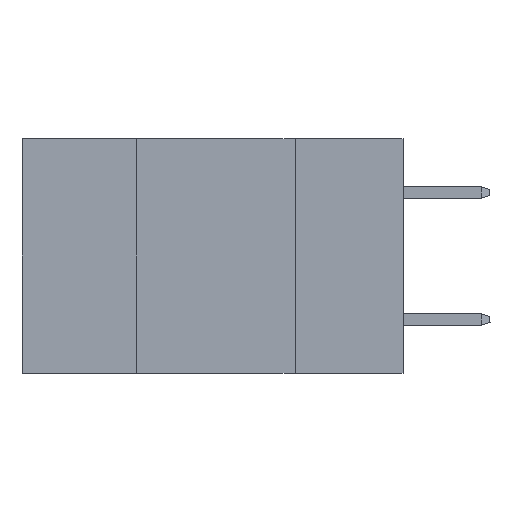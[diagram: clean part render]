
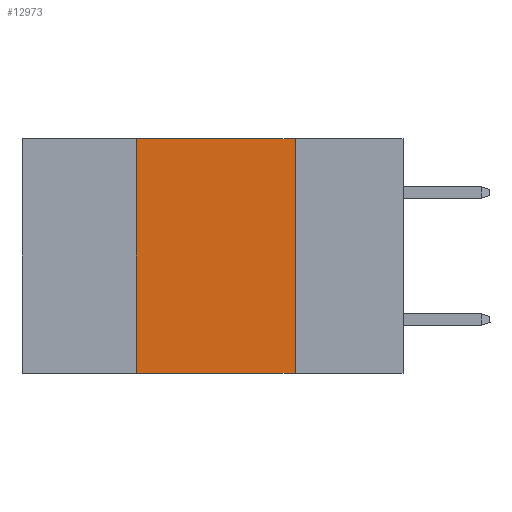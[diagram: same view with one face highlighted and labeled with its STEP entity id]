
A CAD part, left-side view. The second image highlights one B-rep face of the part: STEP entity #12973.
In plain terms, the highlighted planar face has unit normal (-1, 0, 0).
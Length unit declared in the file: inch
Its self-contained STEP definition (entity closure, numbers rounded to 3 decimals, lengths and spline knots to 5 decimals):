
#490 = VECTOR ( 'NONE', #10112, 39.37008 ) ;
#924 = FACE_OUTER_BOUND ( 'NONE', #8921, .T. ) ;
#1358 = ORIENTED_EDGE ( 'NONE', *, *, #11692, .T. ) ;
#1561 = VERTEX_POINT ( 'NONE', #14390 ) ;
#1568 = EDGE_CURVE ( 'NONE', #1561, #11154, #9400, .T. ) ;
#2338 = DIRECTION ( 'NONE',  ( 0., -1., 0. ) ) ;
#2724 = LINE ( 'NONE', #12700, #5651 ) ;
#3245 = CARTESIAN_POINT ( 'NONE',  ( 0., 0.17, -0.37 ) ) ;
#3435 = EDGE_CURVE ( 'NONE', #11154, #14380, #6025, .T. ) ;
#3678 = EDGE_CURVE ( 'NONE', #14380, #12258, #10267, .T. ) ;
#4434 = DIRECTION ( 'NONE',  ( 0., 0., -1. ) ) ;
#5001 = ORIENTED_EDGE ( 'NONE', *, *, #3435, .F. ) ;
#5097 = ORIENTED_EDGE ( 'NONE', *, *, #1568, .F. ) ;
#5651 = VECTOR ( 'NONE', #6713, 39.37008 ) ;
#5912 = PLANE ( 'NONE',  #10407 ) ;
#6025 = LINE ( 'NONE', #9870, #12575 ) ;
#6713 = DIRECTION ( 'NONE',  ( 0., -1., 0. ) ) ;
#7493 = VECTOR ( 'NONE', #15382, 39.37008 ) ;
#8921 = EDGE_LOOP ( 'NONE', ( #11780, #5001, #5097, #1358 ) ) ;
#9400 = LINE ( 'NONE', #13161, #7493 ) ;
#9870 = CARTESIAN_POINT ( 'NONE',  ( 0., 0.6, 0. ) ) ;
#10112 = DIRECTION ( 'NONE',  ( 0., 0., -1. ) ) ;
#10267 = LINE ( 'NONE', #15257, #490 ) ;
#10407 = AXIS2_PLACEMENT_3D ( 'NONE', #13025, #13362, #4434 ) ;
#10435 = CARTESIAN_POINT ( 'NONE',  ( 0., 0.42, 0. ) ) ;
#10981 = CARTESIAN_POINT ( 'NONE',  ( 0., 0.17, 0. ) ) ;
#11154 = VERTEX_POINT ( 'NONE', #10435 ) ;
#11692 = EDGE_CURVE ( 'NONE', #1561, #12258, #2724, .T. ) ;
#11780 = ORIENTED_EDGE ( 'NONE', *, *, #3678, .F. ) ;
#12258 = VERTEX_POINT ( 'NONE', #3245 ) ;
#12575 = VECTOR ( 'NONE', #2338, 39.37008 ) ;
#12700 = CARTESIAN_POINT ( 'NONE',  ( 0., 0.6, -0.37 ) ) ;
#12973 = ADVANCED_FACE ( 'NONE', ( #924 ), #5912, .F. ) ;
#13025 = CARTESIAN_POINT ( 'NONE',  ( 0., 0.6, 0. ) ) ;
#13161 = CARTESIAN_POINT ( 'NONE',  ( 0., 0.42, 0. ) ) ;
#13362 = DIRECTION ( 'NONE',  ( 1., 0., 0. ) ) ;
#14380 = VERTEX_POINT ( 'NONE', #10981 ) ;
#14390 = CARTESIAN_POINT ( 'NONE',  ( 0., 0.42, -0.37 ) ) ;
#15257 = CARTESIAN_POINT ( 'NONE',  ( 0., 0.17, 0. ) ) ;
#15382 = DIRECTION ( 'NONE',  ( 0., 0., 1. ) ) ;
